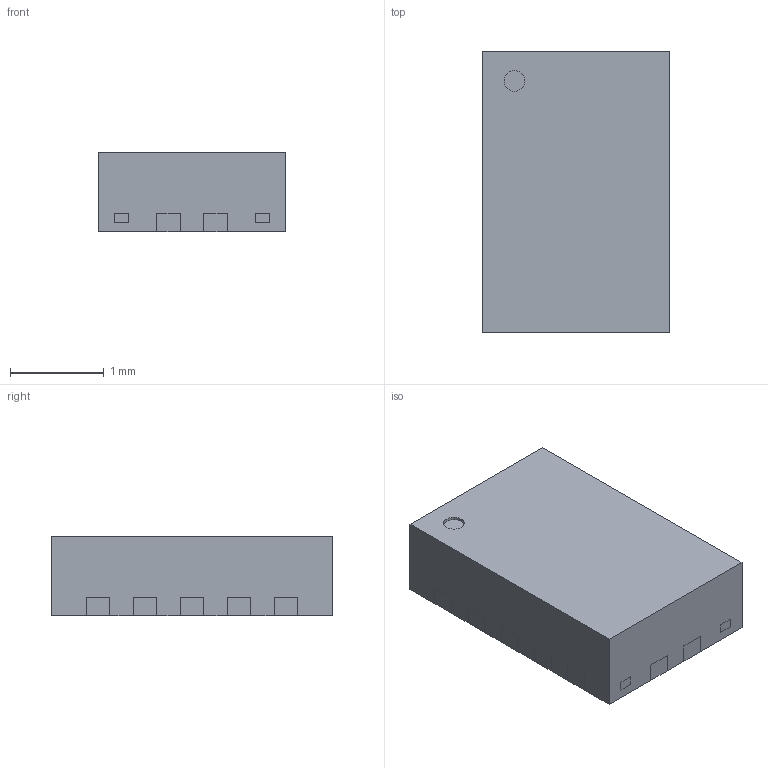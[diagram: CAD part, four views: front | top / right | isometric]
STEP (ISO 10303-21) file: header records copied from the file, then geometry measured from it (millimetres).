
FILE_DESCRIPTION (( 'STEP AP214' ), '1' );
FILE_NAME ('MPQ8623.STEP', '2020-06-03T02:49:21', ( '' ), ( '' ), 'SwSTEP 2.0', 'SolidWorks 2017', '' );
FILE_SCHEMA (( 'AUTOMOTIVE_DESIGN' ));
Length unit declared in the file: millimetre
Products named in the file (1): MPQ8623
Bounding box: 2 x 3 x 0.85 mm (x, y, z)
Volume: 5.1 mm3; surface area: 38.6 mm2
Topology: 13 solids, 13 shells, 614 faces, 1752 edges, 1156 vertices
Faces by surface type: plane 450, cylinder 164
Entity records: 20132 total; most frequent: CARTESIAN_POINT 3529, ORIENTED_EDGE 3504, DIRECTION 3346, EDGE_CURVE 1752, LINE 1384, VECTOR 1384, VERTEX_POINT 1156, AXIS2_PLACEMENT_3D 981
